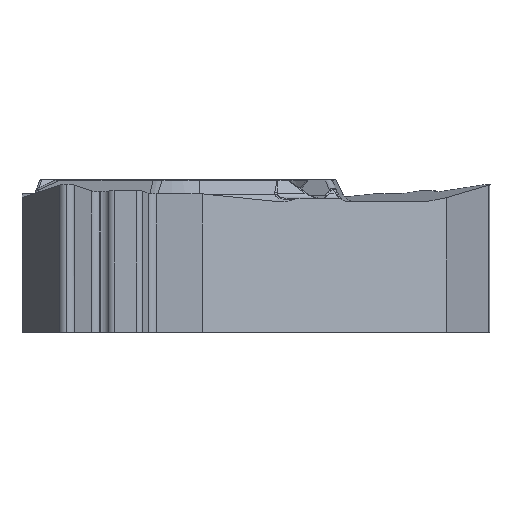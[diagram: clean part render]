
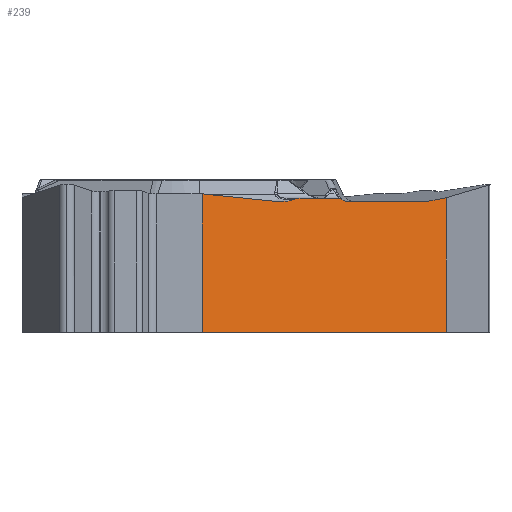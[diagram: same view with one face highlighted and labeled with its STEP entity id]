
A CAD part, front view. The second image highlights one B-rep face of the part: STEP entity #239.
In plain terms, the highlighted planar face has unit normal (0.5, -0.866, 0).
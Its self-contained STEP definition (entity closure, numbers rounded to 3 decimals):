
#239=ADVANCED_FACE('',(#517),#467,.F.);
#467=PLANE('',#3791);
#517=FACE_OUTER_BOUND('',#739,.T.);
#739=EDGE_LOOP('',(#1214,#1215,#1216,#1217,#1218,#1219,#1220,#1221,#1222,
#1223,#1224,#1225,#1226,#1227));
#979=ELLIPSE('',#3787,0.377,0.32);
#980=ELLIPSE('',#3788,0.177,0.15);
#981=ELLIPSE('',#3789,0.3,0.15);
#982=ELLIPSE('',#3790,0.64,0.32);
#1048=CIRCLE('',#3786,0.32);
#1214=ORIENTED_EDGE('',*,*,#2654,.T.);
#1215=ORIENTED_EDGE('',*,*,#2655,.T.);
#1216=ORIENTED_EDGE('',*,*,#2656,.T.);
#1217=ORIENTED_EDGE('',*,*,#2657,.F.);
#1218=ORIENTED_EDGE('',*,*,#2658,.T.);
#1219=ORIENTED_EDGE('',*,*,#2659,.T.);
#1220=ORIENTED_EDGE('',*,*,#2660,.T.);
#1221=ORIENTED_EDGE('',*,*,#2661,.F.);
#1222=ORIENTED_EDGE('',*,*,#2662,.F.);
#1223=ORIENTED_EDGE('',*,*,#2663,.F.);
#1224=ORIENTED_EDGE('',*,*,#2664,.F.);
#1225=ORIENTED_EDGE('',*,*,#2665,.T.);
#1226=ORIENTED_EDGE('',*,*,#2666,.T.);
#1227=ORIENTED_EDGE('',*,*,#2667,.F.);
#2322=VERTEX_POINT('',#5461);
#2323=VERTEX_POINT('',#5462);
#2324=VERTEX_POINT('',#5464);
#2325=VERTEX_POINT('',#5466);
#2326=VERTEX_POINT('',#5468);
#2327=VERTEX_POINT('',#5470);
#2328=VERTEX_POINT('',#5472);
#2329=VERTEX_POINT('',#5474);
#2330=VERTEX_POINT('',#5476);
#2331=VERTEX_POINT('',#5478);
#2332=VERTEX_POINT('',#5480);
#2333=VERTEX_POINT('',#5488);
#2334=VERTEX_POINT('',#5490);
#2335=VERTEX_POINT('',#5492);
#2654=EDGE_CURVE('',#2322,#2323,#3196,.T.);
#2655=EDGE_CURVE('',#2323,#2324,#3197,.T.);
#2656=EDGE_CURVE('',#2324,#2325,#3198,.T.);
#2657=EDGE_CURVE('',#2326,#2325,#3199,.T.);
#2658=EDGE_CURVE('',#2326,#2327,#1048,.T.);
#2659=EDGE_CURVE('',#2327,#2328,#3200,.T.);
#2660=EDGE_CURVE('',#2328,#2329,#979,.T.);
#2661=EDGE_CURVE('',#2330,#2329,#980,.T.);
#2662=EDGE_CURVE('',#2331,#2330,#3201,.T.);
#2663=EDGE_CURVE('',#2332,#2331,#981,.T.);
#2664=EDGE_CURVE('',#2333,#2332,#3622,.T.);
#2665=EDGE_CURVE('',#2333,#2334,#3202,.T.);
#2666=EDGE_CURVE('',#2334,#2335,#982,.T.);
#2667=EDGE_CURVE('',#2322,#2335,#3203,.T.);
#3196=LINE('',#5460,#3409);
#3197=LINE('',#5463,#3410);
#3198=LINE('',#5465,#3411);
#3199=LINE('',#5467,#3412);
#3200=LINE('',#5471,#3413);
#3201=LINE('',#5477,#3414);
#3202=LINE('',#5489,#3415);
#3203=LINE('',#5493,#3416);
#3409=VECTOR('',#4176,1.);
#3410=VECTOR('',#4177,1.);
#3411=VECTOR('',#4178,1.);
#3412=VECTOR('',#4179,1.);
#3413=VECTOR('',#4182,1.);
#3414=VECTOR('',#4187,1.);
#3415=VECTOR('',#4190,1.);
#3416=VECTOR('',#4193,1.);
#3622=B_SPLINE_CURVE_WITH_KNOTS('',3,(#5481,#5482,#5483,#5484,#5485,#5486,
#5487),.UNSPECIFIED.,.F.,.F.,(4,3,4),(0.,0.497,1.),
 .UNSPECIFIED.);
#3786=AXIS2_PLACEMENT_3D('',#5469,#4180,#4181);
#3787=AXIS2_PLACEMENT_3D('',#5473,#4183,#4184);
#3788=AXIS2_PLACEMENT_3D('',#5475,#4185,#4186);
#3789=AXIS2_PLACEMENT_3D('',#5479,#4188,#4189);
#3790=AXIS2_PLACEMENT_3D('',#5491,#4191,#4192);
#3791=AXIS2_PLACEMENT_3D('',#5494,#4194,#4195);
#4176=DIRECTION('',(0.,0.,-1.));
#4177=DIRECTION('',(0.866,0.5,0.));
#4178=DIRECTION('',(0.,0.,1.));
#4179=DIRECTION('',(0.853,0.492,0.174));
#4180=DIRECTION('',(-0.5,0.866,0.));
#4181=DIRECTION('',(-0.866,-0.5,0.));
#4182=DIRECTION('',(-0.866,-0.5,0.));
#4183=DIRECTION('',(-0.5,0.866,0.));
#4184=DIRECTION('',(-0.866,-0.5,0.));
#4185=DIRECTION('',(-0.5,0.866,0.));
#4186=DIRECTION('',(-0.866,-0.5,0.));
#4187=DIRECTION('',(0.866,0.5,0.));
#4188=DIRECTION('',(-0.5,0.866,0.));
#4189=DIRECTION('',(0.866,0.5,0.));
#4190=DIRECTION('',(-0.866,-0.5,0.));
#4191=DIRECTION('',(-0.5,0.866,0.));
#4192=DIRECTION('',(-0.866,-0.5,0.));
#4193=DIRECTION('',(0.863,0.498,-0.088));
#4194=DIRECTION('',(-0.5,0.866,0.));
#4195=DIRECTION('',(-0.866,-0.5,0.));
#5460=CARTESIAN_POINT('',(0.07,-5.459,0.));
#5461=CARTESIAN_POINT('',(0.07,-5.459,-0.254));
#5462=CARTESIAN_POINT('',(0.07,-5.459,-3.97));
#5463=CARTESIAN_POINT('',(8.733,-0.457,-3.97));
#5464=CARTESIAN_POINT('',(6.615,-1.68,-3.97));
#5465=CARTESIAN_POINT('',(6.615,-1.68,0.));
#5466=CARTESIAN_POINT('',(6.615,-1.68,-0.355));
#5467=CARTESIAN_POINT('',(-3.599,-7.577,-2.434));
#5468=CARTESIAN_POINT('',(6.121,-1.965,-0.455));
#5469=CARTESIAN_POINT('',(6.073,-1.993,-0.14));
#5470=CARTESIAN_POINT('',(6.073,-1.993,-0.46));
#5471=CARTESIAN_POINT('',(-3.971,-7.792,-0.46));
#5472=CARTESIAN_POINT('',(4.005,-3.187,-0.46));
#5473=CARTESIAN_POINT('',(4.005,-3.187,-0.14));
#5474=CARTESIAN_POINT('',(3.813,-3.298,-0.399));
#5475=CARTESIAN_POINT('',(3.723,-3.35,-0.52));
#5476=CARTESIAN_POINT('',(3.723,-3.35,-0.37));
#5477=CARTESIAN_POINT('',(-3.971,-7.792,-0.37));
#5478=CARTESIAN_POINT('',(2.693,-3.945,-0.37));
#5479=CARTESIAN_POINT('',(2.693,-3.945,-0.52));
#5480=CARTESIAN_POINT('',(2.538,-4.034,-0.4));
#5481=CARTESIAN_POINT('',(2.222,-4.216,-0.46));
#5482=CARTESIAN_POINT('',(2.275,-4.186,-0.46));
#5483=CARTESIAN_POINT('',(2.329,-4.155,-0.455));
#5484=CARTESIAN_POINT('',(2.381,-4.124,-0.446));
#5485=CARTESIAN_POINT('',(2.435,-4.094,-0.436));
#5486=CARTESIAN_POINT('',(2.487,-4.063,-0.421));
#5487=CARTESIAN_POINT('',(2.538,-4.034,-0.4));
#5488=CARTESIAN_POINT('',(2.222,-4.216,-0.46));
#5489=CARTESIAN_POINT('',(8.733,-0.457,-0.46));
#5490=CARTESIAN_POINT('',(2.141,-4.263,-0.46));
#5491=CARTESIAN_POINT('',(2.141,-4.263,-0.14));
#5492=CARTESIAN_POINT('',(2.045,-4.319,-0.455));
#5493=CARTESIAN_POINT('',(8.647,-0.507,-1.127));
#5494=CARTESIAN_POINT('',(8.733,-0.457,0.));
